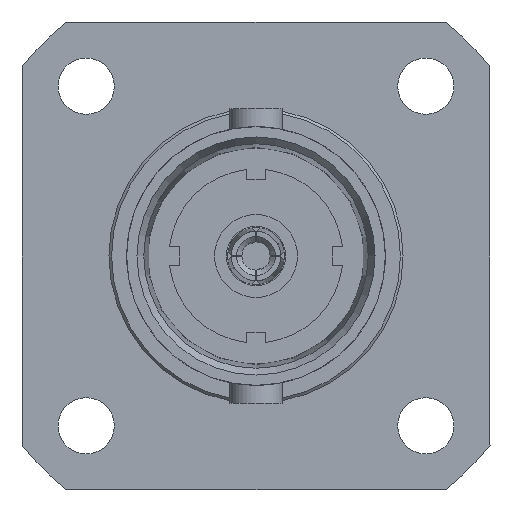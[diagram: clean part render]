
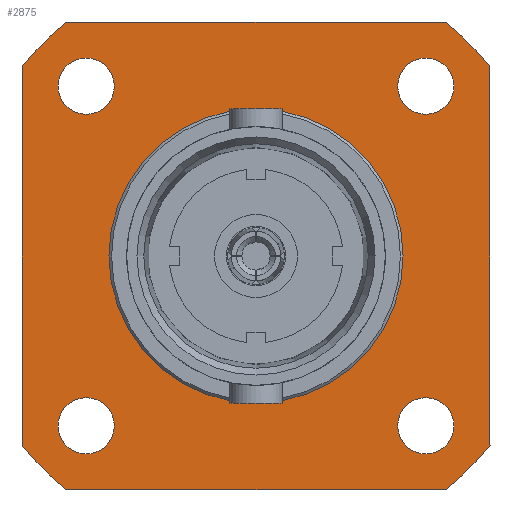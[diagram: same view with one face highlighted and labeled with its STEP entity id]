
A CAD part, left-side view. The second image highlights one B-rep face of the part: STEP entity #2875.
In plain terms, the highlighted planar face has unit normal (-1, 0, 0).
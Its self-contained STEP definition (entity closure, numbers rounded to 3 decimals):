
#32 = CARTESIAN_POINT ( 'NONE',  ( 15.9, 7.071, 8.75 ) ) ;
#36 = CARTESIAN_POINT ( 'NONE',  ( 15.9, 8.75, 7.071 ) ) ;
#96 = DIRECTION ( 'NONE',  ( 0., 0., 1. ) ) ;
#97 = DIRECTION ( 'NONE',  ( -1., 0., 0. ) ) ;
#98 = CARTESIAN_POINT ( 'NONE',  ( 15.9, 0., 0. ) ) ;
#99 = DIRECTION ( 'NONE',  ( 0., 0., 1. ) ) ;
#100 = DIRECTION ( 'NONE',  ( 1., 0., 0. ) ) ;
#101 = CARTESIAN_POINT ( 'NONE',  ( 15.9, 6.35, -6.35 ) ) ;
#102 = DIRECTION ( 'NONE',  ( 0., 0., 1. ) ) ;
#103 = DIRECTION ( 'NONE',  ( -1., 0., 0. ) ) ;
#104 = CARTESIAN_POINT ( 'NONE',  ( 15.9, 0., 0. ) ) ;
#109 = DIRECTION ( 'NONE',  ( 0., 0., 1. ) ) ;
#110 = CARTESIAN_POINT ( 'NONE',  ( 15.9, -8.75, 0. ) ) ;
#148 = DIRECTION ( 'NONE',  ( 0., 0., 1. ) ) ;
#149 = DIRECTION ( 'NONE',  ( 1., 0., 0. ) ) ;
#150 = CARTESIAN_POINT ( 'NONE',  ( 15.9, 6.35, 6.35 ) ) ;
#224 = FACE_BOUND ( 'NONE', #596, .T. ) ;
#225 = FACE_BOUND ( 'NONE', #590, .T. ) ;
#230 = ORIENTED_EDGE ( 'NONE', *, *, #3394, .T. ) ;
#232 = FACE_BOUND ( 'NONE', #588, .T. ) ;
#241 = FACE_BOUND ( 'NONE', #598, .T. ) ;
#287 = LINE ( 'NONE', #110, #1968 ) ;
#309 = FACE_OUTER_BOUND ( 'NONE', #599, .T. ) ;
#340 = LINE ( 'NONE', #3783, #2093 ) ;
#341 = FACE_BOUND ( 'NONE', #595, .T. ) ;
#356 = ORIENTED_EDGE ( 'NONE', *, *, #1249, .T. ) ;
#392 = ORIENTED_EDGE ( 'NONE', *, *, #1258, .T. ) ;
#394 = ORIENTED_EDGE ( 'NONE', *, *, #3358, .T. ) ;
#395 = ORIENTED_EDGE ( 'NONE', *, *, #1276, .T. ) ;
#403 = ORIENTED_EDGE ( 'NONE', *, *, #1309, .T. ) ;
#430 = ORIENTED_EDGE ( 'NONE', *, *, #1325, .T. ) ;
#564 = ORIENTED_EDGE ( 'NONE', *, *, #1246, .T. ) ;
#588 = EDGE_LOOP ( 'NONE', ( #395 ) ) ;
#590 = EDGE_LOOP ( 'NONE', ( #392 ) ) ;
#595 = EDGE_LOOP ( 'NONE', ( #747 ) ) ;
#596 = EDGE_LOOP ( 'NONE', ( #356 ) ) ;
#598 = EDGE_LOOP ( 'NONE', ( #750 ) ) ;
#599 = EDGE_LOOP ( 'NONE', ( #230, #403, #394, #818, #564, #770, #430, #730 ) ) ;
#730 = ORIENTED_EDGE ( 'NONE', *, *, #3258, .T. ) ;
#747 = ORIENTED_EDGE ( 'NONE', *, *, #1290, .T. ) ;
#750 = ORIENTED_EDGE ( 'NONE', *, *, #1231, .T. ) ;
#770 = ORIENTED_EDGE ( 'NONE', *, *, #1248, .T. ) ;
#818 = ORIENTED_EDGE ( 'NONE', *, *, #1250, .T. ) ;
#839 = VERTEX_POINT ( 'NONE', #1035 ) ;
#840 = VERTEX_POINT ( 'NONE', #1010 ) ;
#846 = VERTEX_POINT ( 'NONE', #1096 ) ;
#848 = VERTEX_POINT ( 'NONE', #1106 ) ;
#857 = VERTEX_POINT ( 'NONE', #1041 ) ;
#958 = LINE ( 'NONE', #2383, #1136 ) ;
#969 = LINE ( 'NONE', #2395, #1145 ) ;
#1010 = CARTESIAN_POINT ( 'NONE',  ( 15.9, 0., 5.5 ) ) ;
#1011 = CARTESIAN_POINT ( 'NONE',  ( 15.9, -8.75, -7.071 ) ) ;
#1035 = CARTESIAN_POINT ( 'NONE',  ( 15.9, -6.35, -5.3 ) ) ;
#1041 = CARTESIAN_POINT ( 'NONE',  ( 15.9, 6.35, 7.4 ) ) ;
#1091 = CARTESIAN_POINT ( 'NONE',  ( 15.9, -7.071, -8.75 ) ) ;
#1095 = CARTESIAN_POINT ( 'NONE',  ( 15.9, 8.75, -7.071 ) ) ;
#1096 = CARTESIAN_POINT ( 'NONE',  ( 15.9, -6.35, 7.4 ) ) ;
#1106 = CARTESIAN_POINT ( 'NONE',  ( 15.9, 6.35, -5.3 ) ) ;
#1136 = VECTOR ( 'NONE', #2189, 1000. ) ;
#1145 = VECTOR ( 'NONE', #2408, 1000. ) ;
#1231 = EDGE_CURVE ( 'NONE', #857, #857, #1944, .T. ) ;
#1246 = EDGE_CURVE ( 'NONE', #3508, #3088, #287, .T. ) ;
#1248 = EDGE_CURVE ( 'NONE', #3088, #3130, #1965, .T. ) ;
#1249 = EDGE_CURVE ( 'NONE', #848, #848, #1967, .T. ) ;
#1250 = EDGE_CURVE ( 'NONE', #3466, #3508, #1971, .T. ) ;
#1258 = EDGE_CURVE ( 'NONE', #846, #846, #1964, .T. ) ;
#1276 = EDGE_CURVE ( 'NONE', #840, #840, #1998, .T. ) ;
#1290 = EDGE_CURVE ( 'NONE', #839, #839, #2011, .T. ) ;
#1309 = EDGE_CURVE ( 'NONE', #3496, #3335, #2048, .T. ) ;
#1325 = EDGE_CURVE ( 'NONE', #3130, #2936, #340, .T. ) ;
#1358 = CARTESIAN_POINT ( 'NONE',  ( 15.9, -8.75, 7.071 ) ) ;
#1460 = CARTESIAN_POINT ( 'NONE',  ( 15.9, -7.071, 8.75 ) ) ;
#1769 = AXIS2_PLACEMENT_3D ( 'NONE', #2184, #2405, #2490 ) ;
#1770 = CIRCLE ( 'NONE', #1769, 11.25 ) ;
#1944 = CIRCLE ( 'NONE', #2069, 1.05 ) ;
#1964 = CIRCLE ( 'NONE', #1982, 1.05 ) ;
#1965 = CIRCLE ( 'NONE', #1969, 11.25 ) ;
#1967 = CIRCLE ( 'NONE', #1970, 1.05 ) ;
#1968 = VECTOR ( 'NONE', #109, 1000. ) ;
#1969 = AXIS2_PLACEMENT_3D ( 'NONE', #104, #103, #102 ) ;
#1970 = AXIS2_PLACEMENT_3D ( 'NONE', #101, #100, #99 ) ;
#1971 = CIRCLE ( 'NONE', #1972, 11.25 ) ;
#1972 = AXIS2_PLACEMENT_3D ( 'NONE', #98, #97, #96 ) ;
#1982 = AXIS2_PLACEMENT_3D ( 'NONE', #3679, #3666, #3612 ) ;
#1998 = CIRCLE ( 'NONE', #2009, 5.5 ) ;
#2009 = AXIS2_PLACEMENT_3D ( 'NONE', #3687, #3699, #3648 ) ;
#2011 = CIRCLE ( 'NONE', #2027, 1.05 ) ;
#2027 = AXIS2_PLACEMENT_3D ( 'NONE', #3854, #3696, #3695 ) ;
#2048 = CIRCLE ( 'NONE', #2058, 11.25 ) ;
#2058 = AXIS2_PLACEMENT_3D ( 'NONE', #3684, #3792, #3832 ) ;
#2069 = AXIS2_PLACEMENT_3D ( 'NONE', #150, #149, #148 ) ;
#2093 = VECTOR ( 'NONE', #3809, 1000. ) ;
#2096 = AXIS2_PLACEMENT_3D ( 'NONE', #3821, #3802, #3843 ) ;
#2184 = CARTESIAN_POINT ( 'NONE',  ( 15.9, 0., 0. ) ) ;
#2189 = DIRECTION ( 'NONE',  ( 0., 0., -1. ) ) ;
#2383 = CARTESIAN_POINT ( 'NONE',  ( 15.9, 8.75, 0. ) ) ;
#2395 = CARTESIAN_POINT ( 'NONE',  ( 15.9, 0., -8.75 ) ) ;
#2405 = DIRECTION ( 'NONE',  ( -1., 0., 0. ) ) ;
#2408 = DIRECTION ( 'NONE',  ( 0., -1., 0. ) ) ;
#2424 = CARTESIAN_POINT ( 'NONE',  ( 15.9, 7.071, -8.75 ) ) ;
#2490 = DIRECTION ( 'NONE',  ( 0., 0., 1. ) ) ;
#2875 = ADVANCED_FACE ( 'NONE', ( #232, #225, #341, #224, #241, #309 ), #3670, .T. ) ;
#2930 = VERTEX_POINT ( 'NONE', #36 ) ;
#2936 = VERTEX_POINT ( 'NONE', #32 ) ;
#3088 = VERTEX_POINT ( 'NONE', #1358 ) ;
#3130 = VERTEX_POINT ( 'NONE', #1460 ) ;
#3258 = EDGE_CURVE ( 'NONE', #2936, #2930, #1770, .T. ) ;
#3335 = VERTEX_POINT ( 'NONE', #2424 ) ;
#3358 = EDGE_CURVE ( 'NONE', #3335, #3466, #969, .T. ) ;
#3394 = EDGE_CURVE ( 'NONE', #2930, #3496, #958, .T. ) ;
#3466 = VERTEX_POINT ( 'NONE', #1091 ) ;
#3496 = VERTEX_POINT ( 'NONE', #1095 ) ;
#3508 = VERTEX_POINT ( 'NONE', #1011 ) ;
#3612 = DIRECTION ( 'NONE',  ( 0., 0., 1. ) ) ;
#3648 = DIRECTION ( 'NONE',  ( 0., 0., 1. ) ) ;
#3666 = DIRECTION ( 'NONE',  ( 1., 0., 0. ) ) ;
#3670 = PLANE ( 'NONE',  #2096 ) ;
#3679 = CARTESIAN_POINT ( 'NONE',  ( 15.9, -6.35, 6.35 ) ) ;
#3684 = CARTESIAN_POINT ( 'NONE',  ( 15.9, 0., 0. ) ) ;
#3687 = CARTESIAN_POINT ( 'NONE',  ( 15.9, 0., 0. ) ) ;
#3695 = DIRECTION ( 'NONE',  ( 0., 0., 1. ) ) ;
#3696 = DIRECTION ( 'NONE',  ( 1., 0., 0. ) ) ;
#3699 = DIRECTION ( 'NONE',  ( 1., 0., 0. ) ) ;
#3783 = CARTESIAN_POINT ( 'NONE',  ( 15.9, 0., 8.75 ) ) ;
#3792 = DIRECTION ( 'NONE',  ( -1., 0., 0. ) ) ;
#3802 = DIRECTION ( 'NONE',  ( -1., 0., 0. ) ) ;
#3809 = DIRECTION ( 'NONE',  ( 0., 1., 0. ) ) ;
#3821 = CARTESIAN_POINT ( 'NONE',  ( 15.9, 8.75, -8.75 ) ) ;
#3832 = DIRECTION ( 'NONE',  ( 0., 0., 1. ) ) ;
#3843 = DIRECTION ( 'NONE',  ( 0., -1., 0. ) ) ;
#3854 = CARTESIAN_POINT ( 'NONE',  ( 15.9, -6.35, -6.35 ) ) ;
